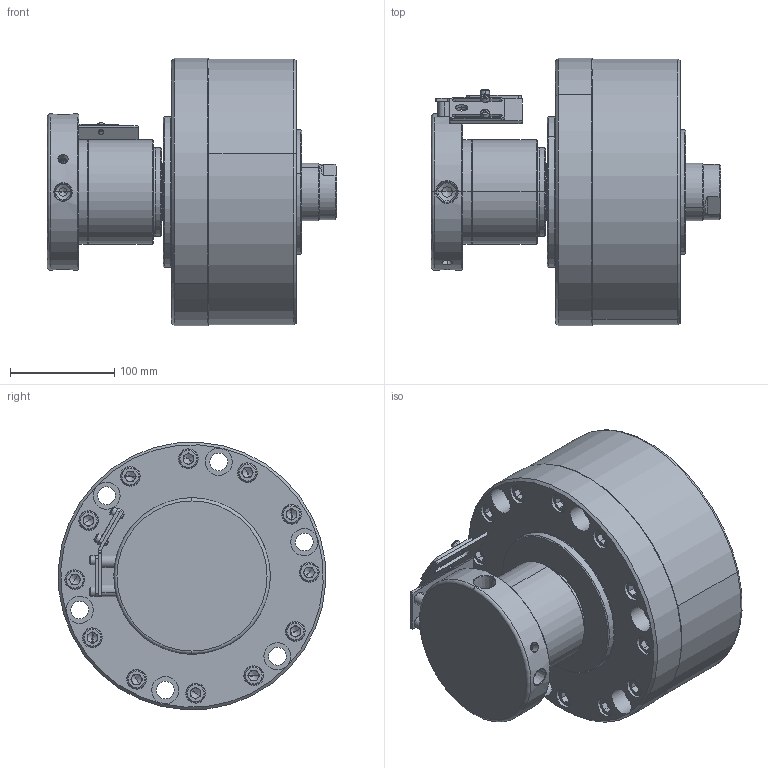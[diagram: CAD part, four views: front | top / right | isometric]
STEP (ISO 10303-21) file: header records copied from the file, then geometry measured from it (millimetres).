
FILE_DESCRIPTION (( 'STEP AP203' ), '1' );
FILE_NAME ('RE-A200K 外觀參考.STEP', '2016-08-18T00:13:38', ( 'temp' ), ( '' ), 'SwSTEP 2.0', 'SolidWorks 2016', '' );
FILE_SCHEMA (( 'CONFIG_CONTROL_DESIGN' ));
Length unit declared in the file: millimetre
Products named in the file (11): RE-A200K 外觀參考; RE-200K檢出開關座; RE-200K檢出定位板; RE-L200K閥軸; RE-200K缸體; RE-A200K閥蓋; RE-L200K活塞; RE-200K閥體; M12x50; RE-200K檢出開關座支柱; M5x8
Assembly tree (26 placements, depth 2):
  RE-A200K 外觀參考
    RE-A200K閥蓋
    RE-200K閥體
    RE-200K檢出開關座支柱  x2
    RE-200K檢出開關座
    RE-200K檢出定位板  x2
    RE-L200K閥軸
    RE-200K缸體
    RE-L200K活塞
    M12x50  x12
    M5x8  x4
Bounding box: 277.5 x 256.6 x 256.6 mm (x, y, z)
Volume: 6178994 mm3; surface area: 722851.8 mm2
Topology: 26 solids, 26 shells, 1024 faces, 2347 edges, 1407 vertices
Faces by surface type: plane 382, cylinder 378, cone 248, torus 10, bspline 6
Entity records: 20766 total; most frequent: CARTESIAN_POINT 4260, DIRECTION 3425, ORIENTED_EDGE 2814, EDGE_CURVE 1407, AXIS2_PLACEMENT_3D 1402, VERTEX_POINT 893, EDGE_LOOP 822, CIRCLE 739
